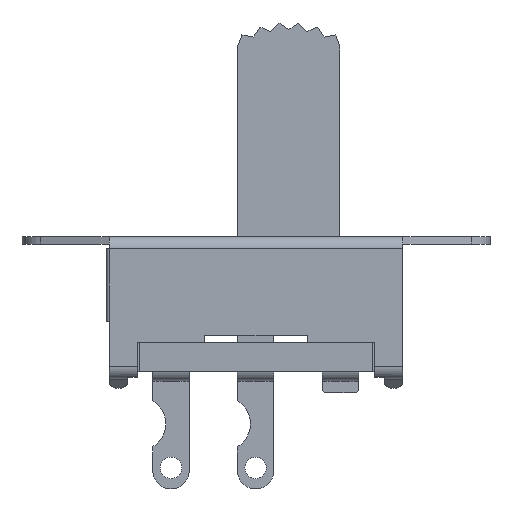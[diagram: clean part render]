
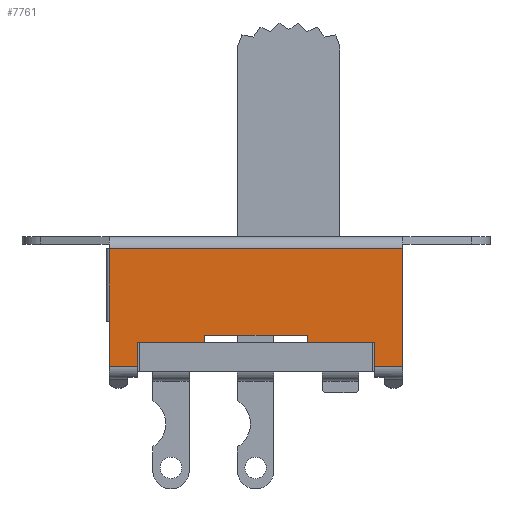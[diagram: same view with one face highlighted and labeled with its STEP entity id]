
A CAD part, top view. The second image highlights one B-rep face of the part: STEP entity #7761.
In plain terms, the highlighted planar face has unit normal (0, 0, 1).
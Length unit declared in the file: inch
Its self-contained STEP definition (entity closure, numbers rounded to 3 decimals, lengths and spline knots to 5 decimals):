
#693=FACE_OUTER_BOUND('',#1087,.T.);
#1087=EDGE_LOOP('',(#6503,#6504,#6505,#6506,#6507,#6508,#6509,#6510,#6511,
#6512,#6513,#6514,#6515));
#1835=LINE('',#12165,#2691);
#1856=LINE('',#12274,#2712);
#1868=LINE('',#12300,#2724);
#1906=LINE('',#12401,#2762);
#1916=LINE('',#12425,#2772);
#1917=LINE('',#12427,#2773);
#1918=LINE('',#12429,#2774);
#1919=LINE('',#12431,#2775);
#1920=LINE('',#12433,#2776);
#1921=LINE('',#12435,#2777);
#1922=LINE('',#12436,#2778);
#1923=LINE('',#12438,#2779);
#1924=LINE('',#12439,#2780);
#2691=VECTOR('',#9964,0.3937);
#2712=VECTOR('',#10049,0.3937);
#2724=VECTOR('',#10073,0.3937);
#2762=VECTOR('',#10159,0.3937);
#2772=VECTOR('',#10181,0.3937);
#2773=VECTOR('',#10182,0.3937);
#2774=VECTOR('',#10183,0.3937);
#2775=VECTOR('',#10184,0.3937);
#2776=VECTOR('',#10185,0.3937);
#2777=VECTOR('',#10186,0.3937);
#2778=VECTOR('',#10187,0.3937);
#2779=VECTOR('',#10188,0.3937);
#2780=VECTOR('',#10189,0.3937);
#3428=VERTEX_POINT('',#12162);
#3429=VERTEX_POINT('',#12164);
#3457=VERTEX_POINT('',#12270);
#3458=VERTEX_POINT('',#12272);
#3466=VERTEX_POINT('',#12298);
#3505=VERTEX_POINT('',#12399);
#3513=VERTEX_POINT('',#12424);
#3514=VERTEX_POINT('',#12426);
#3515=VERTEX_POINT('',#12428);
#3516=VERTEX_POINT('',#12430);
#3517=VERTEX_POINT('',#12432);
#3518=VERTEX_POINT('',#12434);
#3519=VERTEX_POINT('',#12437);
#4424=EDGE_CURVE('',#3428,#3429,#1835,.T.);
#4464=EDGE_CURVE('',#3458,#3457,#1856,.T.);
#4478=EDGE_CURVE('',#3458,#3466,#1868,.T.);
#4529=EDGE_CURVE('',#3505,#3428,#1906,.T.);
#4541=EDGE_CURVE('',#3513,#3466,#1916,.T.);
#4542=EDGE_CURVE('',#3513,#3514,#1917,.T.);
#4543=EDGE_CURVE('',#3514,#3515,#1918,.T.);
#4544=EDGE_CURVE('',#3515,#3516,#1919,.T.);
#4545=EDGE_CURVE('',#3516,#3517,#1920,.T.);
#4546=EDGE_CURVE('',#3517,#3518,#1921,.T.);
#4547=EDGE_CURVE('',#3518,#3429,#1922,.T.);
#4548=EDGE_CURVE('',#3505,#3519,#1923,.T.);
#4549=EDGE_CURVE('',#3519,#3457,#1924,.T.);
#6503=ORIENTED_EDGE('',*,*,#4464,.F.);
#6504=ORIENTED_EDGE('',*,*,#4478,.T.);
#6505=ORIENTED_EDGE('',*,*,#4541,.F.);
#6506=ORIENTED_EDGE('',*,*,#4542,.T.);
#6507=ORIENTED_EDGE('',*,*,#4543,.T.);
#6508=ORIENTED_EDGE('',*,*,#4544,.T.);
#6509=ORIENTED_EDGE('',*,*,#4545,.T.);
#6510=ORIENTED_EDGE('',*,*,#4546,.T.);
#6511=ORIENTED_EDGE('',*,*,#4547,.T.);
#6512=ORIENTED_EDGE('',*,*,#4424,.F.);
#6513=ORIENTED_EDGE('',*,*,#4529,.F.);
#6514=ORIENTED_EDGE('',*,*,#4548,.T.);
#6515=ORIENTED_EDGE('',*,*,#4549,.T.);
#7062=PLANE('',#8337);
#7761=ADVANCED_FACE('',(#693),#7062,.T.);
#8337=AXIS2_PLACEMENT_3D('',#12423,#10179,#10180);
#9964=DIRECTION('',(0.,1.,0.));
#10049=DIRECTION('',(0.,1.,0.));
#10073=DIRECTION('',(0.,-1.,0.));
#10159=DIRECTION('',(-1.,0.,0.));
#10179=DIRECTION('center_axis',(0.,0.,1.));
#10180=DIRECTION('ref_axis',(1.,0.,0.));
#10181=DIRECTION('',(-1.,0.,0.));
#10182=DIRECTION('',(0.,1.,0.));
#10183=DIRECTION('',(1.,0.,0.));
#10184=DIRECTION('',(0.,1.,0.));
#10185=DIRECTION('',(1.,0.,0.));
#10186=DIRECTION('',(0.,-1.,0.));
#10187=DIRECTION('',(1.,0.,0.));
#10188=DIRECTION('',(0.,1.,0.));
#10189=DIRECTION('',(-1.,0.,0.));
#12162=CARTESIAN_POINT('',(0.254,0.16464,-0.00946));
#12164=CARTESIAN_POINT('',(0.254,0.21664,-0.00946));
#12165=CARTESIAN_POINT('',(0.254,0.15464,-0.00946));
#12270=CARTESIAN_POINT('',(-0.314,0.41693,-0.00946));
#12272=CARTESIAN_POINT('',(-0.314,0.26193,-0.00946));
#12274=CARTESIAN_POINT('',(-0.314,0.33203,-0.00946));
#12298=CARTESIAN_POINT('',(-0.314,0.16464,-0.00946));
#12300=CARTESIAN_POINT('',(-0.314,0.43264,-0.00946));
#12399=CARTESIAN_POINT('',(0.314,0.16464,-0.00946));
#12401=CARTESIAN_POINT('',(0.,0.16464,-0.00946));
#12423=CARTESIAN_POINT('Origin',(0.,0.32464,
-0.00946));
#12424=CARTESIAN_POINT('',(-0.254,0.16464,-0.00946));
#12425=CARTESIAN_POINT('',(0.,0.16464,-0.00946));
#12426=CARTESIAN_POINT('',(-0.254,0.21664,-0.00946));
#12427=CARTESIAN_POINT('',(-0.254,0.15464,-0.00946));
#12428=CARTESIAN_POINT('',(-0.11,0.21664,-0.00946));
#12429=CARTESIAN_POINT('',(-0.314,0.21664,-0.00946));
#12430=CARTESIAN_POINT('',(-0.11,0.23164,-0.00946));
#12431=CARTESIAN_POINT('',(-0.11,0.27814,-0.00946));
#12432=CARTESIAN_POINT('',(0.11,0.23164,-0.00946));
#12433=CARTESIAN_POINT('',(0.055,0.23164,-0.00946));
#12434=CARTESIAN_POINT('',(0.11,0.21664,-0.00946));
#12435=CARTESIAN_POINT('',(0.11,0.27064,-0.00946));
#12436=CARTESIAN_POINT('',(-0.314,0.21664,-0.00946));
#12437=CARTESIAN_POINT('',(0.314,0.41693,-0.00946));
#12438=CARTESIAN_POINT('',(0.314,0.21664,-0.00946));
#12439=CARTESIAN_POINT('',(0.,0.41693,-0.00946));
